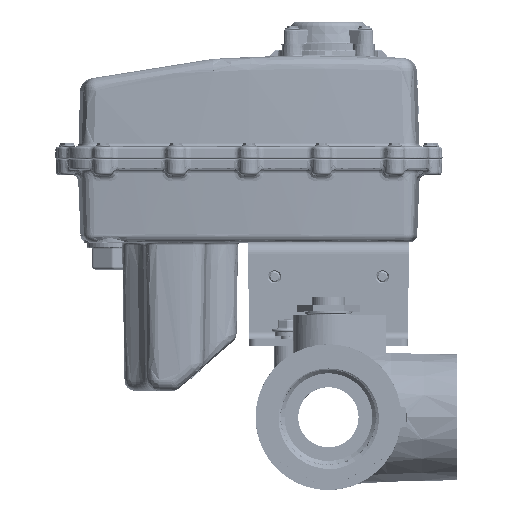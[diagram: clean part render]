
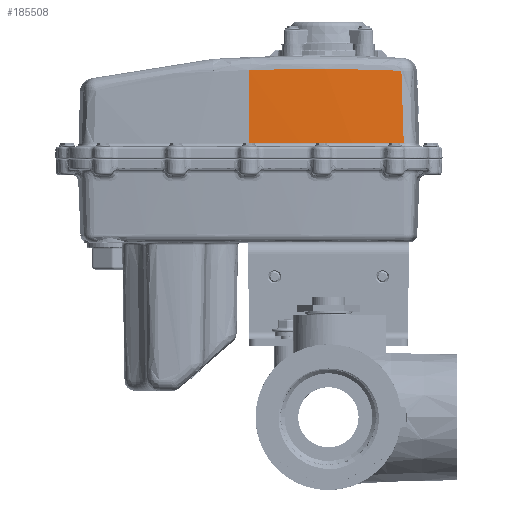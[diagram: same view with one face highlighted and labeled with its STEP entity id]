
A CAD part, top view. The second image highlights one B-rep face of the part: STEP entity #185508.
In plain terms, the highlighted conical face has half-angle 2 degrees and reference radius 762 mm.
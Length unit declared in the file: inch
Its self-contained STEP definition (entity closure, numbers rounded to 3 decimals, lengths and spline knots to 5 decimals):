
#2339 = EDGE_LOOP ( 'NONE', ( #274707, #268084, #72972, #60574 ) ) ;
#7956 = CARTESIAN_POINT ( 'NONE',  ( -1.38893, 0.54016, -1.64404 ) ) ;
#25008 = CARTESIAN_POINT ( 'NONE',  ( 1.475, 0.3358, 28.2 ) ) ;
#36823 = LINE ( 'NONE', #60500, #250656 ) ;
#38205 = B_SPLINE_CURVE_WITH_KNOTS ( 'NONE', 3,
 ( #194271, #284813, #81411, #59127, #286256, #149683, #292074, #223828 ),
 .UNSPECIFIED., .F., .F.,
 ( 4, 2, 2, 4 ),
 ( 0., 0.03596, 0.05395, 0.07193 ),
 .UNSPECIFIED. ) ;
#39669 = AXIS2_PLACEMENT_3D ( 'NONE', #196719, #152134, #270807 ) ;
#51701 = CARTESIAN_POINT ( 'NONE',  ( -1.39552, 0.3358, -1.65057 ) ) ;
#59127 = CARTESIAN_POINT ( 'NONE',  ( 0.2956, 1.72136, -1.71758 ) ) ;
#60500 = CARTESIAN_POINT ( 'NONE',  ( 1.475, 0., -1.8 ) ) ;
#60574 = ORIENTED_EDGE ( 'NONE', *, *, #158761, .T. ) ;
#72872 = CONICAL_SURFACE ( 'NONE', #39669, 30., 0.035 ) ;
#72972 = ORIENTED_EDGE ( 'NONE', *, *, #100817, .T. ) ;
#76180 = CARTESIAN_POINT ( 'NONE',  ( -1.37573, 0.94887, -1.63096 ) ) ;
#81411 = CARTESIAN_POINT ( 'NONE',  ( -0.41182, 1.71774, -1.68423 ) ) ;
#84538 = VERTEX_POINT ( 'NONE', #51701 ) ;
#100817 = EDGE_CURVE ( 'NONE', #106144, #84538, #265861, .T. ) ;
#106144 = VERTEX_POINT ( 'NONE', #269101 ) ;
#109416 = AXIS2_PLACEMENT_3D ( 'NONE', #25008, #154224, #206108 ) ;
#122210 = CARTESIAN_POINT ( 'NONE',  ( -1.35998, 1.43626, -1.61537 ) ) ;
#123345 = CARTESIAN_POINT ( 'NONE',  ( 1.475, 1.69428, -1.74083 ) ) ;
#128558 = CARTESIAN_POINT ( 'NONE',  ( -1.3521, 1.67996, -1.60757 ) ) ;
#131122 = EDGE_CURVE ( 'NONE', #264721, #106144, #36823, .T. ) ;
#149472 = EDGE_CURVE ( 'NONE', #246202, #264721, #38205, .T. ) ;
#149683 = CARTESIAN_POINT ( 'NONE',  ( 1.00342, 1.71118, -1.73746 ) ) ;
#152134 = DIRECTION ( 'NONE',  ( 0., -1., 0. ) ) ;
#154224 = DIRECTION ( 'NONE',  ( 0., 1., 0. ) ) ;
#157977 = DIRECTION ( 'NONE',  ( 0., -0.999, -0.035 ) ) ;
#158761 = EDGE_CURVE ( 'NONE', #84538, #246202, #159761, .T. ) ;
#159761 = B_SPLINE_CURVE_WITH_KNOTS ( 'NONE', 3,
 ( #233567, #7956, #279579, #76180, #236492, #122210, #166723 ),
 .UNSPECIFIED., .F., .F.,
 ( 4, 3, 4 ),
 ( 0.00854, 0.02413, 0.04272 ),
 .UNSPECIFIED. ) ;
#166723 = CARTESIAN_POINT ( 'NONE',  ( -1.3521, 1.67996, -1.60757 ) ) ;
#185508 = ADVANCED_FACE ( 'NONE', ( #193791 ), #72872, .T. ) ;
#193791 = FACE_OUTER_BOUND ( 'NONE', #2339, .T. ) ;
#194271 = CARTESIAN_POINT ( 'NONE',  ( -1.3521, 1.67996, -1.60757 ) ) ;
#196719 = CARTESIAN_POINT ( 'NONE',  ( 1.475, 0., 28.2 ) ) ;
#206108 = DIRECTION ( 'NONE',  ( 0., 0., 1. ) ) ;
#223828 = CARTESIAN_POINT ( 'NONE',  ( 1.475, 1.69428, -1.74083 ) ) ;
#233567 = CARTESIAN_POINT ( 'NONE',  ( -1.39552, 0.3358, -1.65057 ) ) ;
#236492 = CARTESIAN_POINT ( 'NONE',  ( -1.36786, 1.19257, -1.62317 ) ) ;
#246202 = VERTEX_POINT ( 'NONE', #128558 ) ;
#250656 = VECTOR ( 'NONE', #157977, 39.37008 ) ;
#264721 = VERTEX_POINT ( 'NONE', #123345 ) ;
#265861 = CIRCLE ( 'NONE', #109416, 29.98827 ) ;
#268084 = ORIENTED_EDGE ( 'NONE', *, *, #131122, .T. ) ;
#269101 = CARTESIAN_POINT ( 'NONE',  ( 1.475, 0.3358, -1.78827 ) ) ;
#270807 = DIRECTION ( 'NONE',  ( 0., 0., -1. ) ) ;
#274707 = ORIENTED_EDGE ( 'NONE', *, *, #149472, .T. ) ;
#279579 = CARTESIAN_POINT ( 'NONE',  ( -1.38233, 0.74451, -1.6375 ) ) ;
#284813 = CARTESIAN_POINT ( 'NONE',  ( -0.88245, 1.70431, -1.65126 ) ) ;
#286256 = CARTESIAN_POINT ( 'NONE',  ( 0.53165, 1.71981, -1.72601 ) ) ;
#292074 = CARTESIAN_POINT ( 'NONE',  ( 1.23924, 1.70411, -1.74049 ) ) ;
